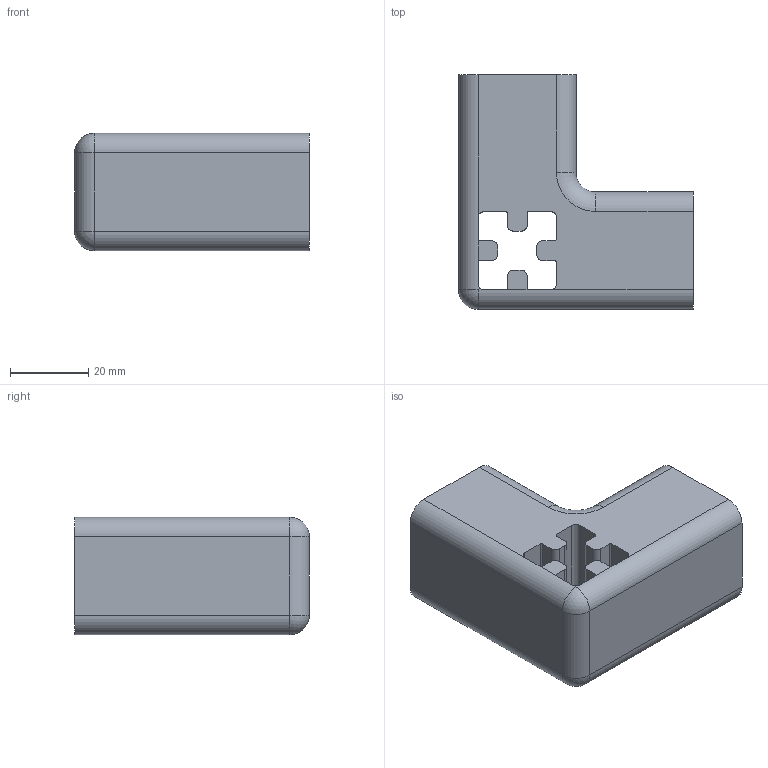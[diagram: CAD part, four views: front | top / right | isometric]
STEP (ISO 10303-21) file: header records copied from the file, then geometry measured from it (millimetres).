
FILE_DESCRIPTION(/* description */ (''),/* implementation_level */ '2;1');
FILE_NAME(/* name */ '20x20(tri1).stp',/* time_stamp */ '2020-01-20T18:14:01+07:00',/* author */ ('thanh'),/* organization */ (''),/* preprocessor_version */ 'ST-DEVELOPER v18',/* originating_system */ 'Autodesk Inventor 2020',/* authorisation */ '');
FILE_SCHEMA (('AUTOMOTIVE_DESIGN { 1 0 10303 214 3 1 1 }'));
Length unit declared in the file: millimetre
Products named in the file (1): 20x20(Double)
Bounding box: 60 x 60 x 30 mm (x, y, z)
Volume: 51979.7 mm3; surface area: 21021.3 mm2
Topology: 1 solids, 1 shells, 148 faces, 418 edges, 272 vertices
Faces by surface type: plane 74, cylinder 70, torus 2, sphere 2
Entity records: 5018 total; most frequent: CARTESIAN_POINT 859, DIRECTION 854, ORIENTED_EDGE 836, EDGE_CURVE 418, AXIS2_PLACEMENT_3D 291, LINE 272, VECTOR 272, VERTEX_POINT 272
